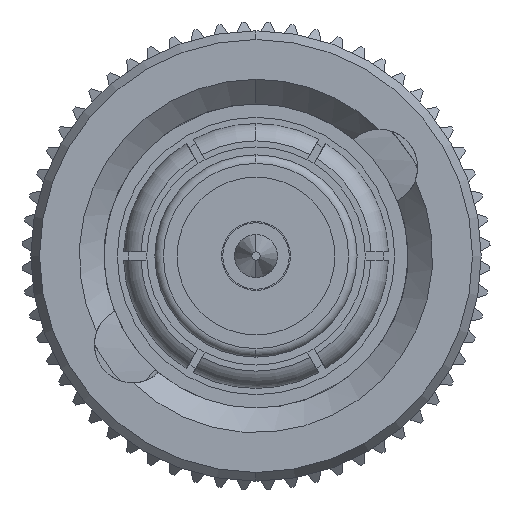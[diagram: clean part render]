
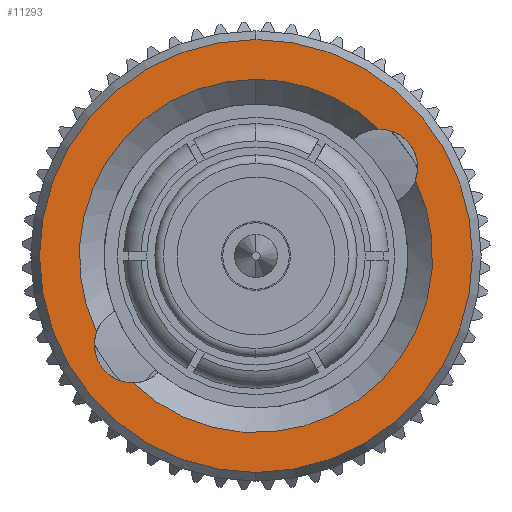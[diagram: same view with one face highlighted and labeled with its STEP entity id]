
A CAD part, left-side view. The second image highlights one B-rep face of the part: STEP entity #11293.
In plain terms, the highlighted planar face has unit normal (-1, 0, 0).
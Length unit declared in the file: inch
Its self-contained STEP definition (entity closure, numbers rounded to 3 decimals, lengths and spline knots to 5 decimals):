
#270 = AXIS2_PLACEMENT_3D ( 'NONE', #7718, #920, #3105 ) ;
#560 = ORIENTED_EDGE ( 'NONE', *, *, #11387, .T. ) ;
#562 = EDGE_CURVE ( 'NONE', #9756, #5839, #8343, .T. ) ;
#751 = PLANE ( 'NONE',  #12186 ) ;
#829 = CIRCLE ( 'NONE', #270, 0.04645 ) ;
#920 = DIRECTION ( 'NONE',  ( 1., 0., 0. ) ) ;
#1266 = CARTESIAN_POINT ( 'NONE',  ( 0.047, 0., 0. ) ) ;
#1479 = VERTEX_POINT ( 'NONE', #3197 ) ;
#1674 = DIRECTION ( 'NONE',  ( 1., 0., 0. ) ) ;
#1768 = CARTESIAN_POINT ( 'NONE',  ( 0.047, 0., 0. ) ) ;
#1772 = AXIS2_PLACEMENT_3D ( 'NONE', #1768, #1674, #9853 ) ;
#1994 = DIRECTION ( 'NONE',  ( 1., 0., 0. ) ) ;
#2198 = CIRCLE ( 'NONE', #12164, 0.21494 ) ;
#2216 = VERTEX_POINT ( 'NONE', #5338 ) ;
#2418 = EDGE_CURVE ( 'NONE', #12468, #9960, #10499, .T. ) ;
#2470 = CIRCLE ( 'NONE', #7667, 0.04645 ) ;
#2490 = ORIENTED_EDGE ( 'NONE', *, *, #9644, .T. ) ;
#2527 = AXIS2_PLACEMENT_3D ( 'NONE', #12672, #9209, #4608 ) ;
#2603 = ORIENTED_EDGE ( 'NONE', *, *, #13930, .T. ) ;
#3025 = EDGE_CURVE ( 'NONE', #9960, #12468, #7397, .T. ) ;
#3105 = DIRECTION ( 'NONE',  ( 0., 0., -1. ) ) ;
#3197 = CARTESIAN_POINT ( 'NONE',  ( 0.047, 0.15021, -0.15434 ) ) ;
#3341 = DIRECTION ( 'NONE',  ( 1., 0., 0. ) ) ;
#3402 = FACE_BOUND ( 'NONE', #9268, .T. ) ;
#4285 = CIRCLE ( 'NONE', #1772, 0.21494 ) ;
#4526 = AXIS2_PLACEMENT_3D ( 'NONE', #1266, #5757, #14989 ) ;
#4608 = DIRECTION ( 'NONE',  ( 0., 0., 1. ) ) ;
#5064 = DIRECTION ( 'NONE',  ( 1., 0., 0. ) ) ;
#5153 = DIRECTION ( 'NONE',  ( 0., 0., -1. ) ) ;
#5338 = CARTESIAN_POINT ( 'NONE',  ( 0.047, -0.14961, 0.15433 ) ) ;
#5528 = CARTESIAN_POINT ( 'NONE',  ( 0.047, -0.15021, 0.10789 ) ) ;
#5557 = CARTESIAN_POINT ( 'NONE',  ( 0.047, 0., -0.26339 ) ) ;
#5571 = ORIENTED_EDGE ( 'NONE', *, *, #2418, .F. ) ;
#5757 = DIRECTION ( 'NONE',  ( 1., 0., 0. ) ) ;
#5839 = VERTEX_POINT ( 'NONE', #12650 ) ;
#5861 = ORIENTED_EDGE ( 'NONE', *, *, #3025, .F. ) ;
#6164 = DIRECTION ( 'NONE',  ( 1., 0., 0. ) ) ;
#6373 = CARTESIAN_POINT ( 'NONE',  ( 0.047, 0.19403, -0.09247 ) ) ;
#6737 = DIRECTION ( 'NONE',  ( 0., 0., -1. ) ) ;
#6827 = EDGE_CURVE ( 'NONE', #8303, #1479, #829, .T. ) ;
#7328 = DIRECTION ( 'NONE',  ( 0., 0., 1. ) ) ;
#7397 = CIRCLE ( 'NONE', #4526, 0.26339 ) ;
#7424 = CARTESIAN_POINT ( 'NONE',  ( 0.047, 0.14961, -0.15433 ) ) ;
#7667 = AXIS2_PLACEMENT_3D ( 'NONE', #11921, #6164, #5153 ) ;
#7718 = CARTESIAN_POINT ( 'NONE',  ( 0.047, 0.15021, -0.10789 ) ) ;
#7809 = VERTEX_POINT ( 'NONE', #14405 ) ;
#7983 = DIRECTION ( 'NONE',  ( 1., 0., 0. ) ) ;
#8303 = VERTEX_POINT ( 'NONE', #7424 ) ;
#8343 = CIRCLE ( 'NONE', #2527, 0.21494 ) ;
#8830 = CIRCLE ( 'NONE', #10170, 0.04645 ) ;
#9199 = CARTESIAN_POINT ( 'NONE',  ( 0.047, 0., 0. ) ) ;
#9209 = DIRECTION ( 'NONE',  ( 1., 0., 0. ) ) ;
#9218 = EDGE_LOOP ( 'NONE', ( #5861, #5571 ) ) ;
#9268 = EDGE_LOOP ( 'NONE', ( #13527, #2490, #560, #2603, #10669, #10910 ) ) ;
#9644 = EDGE_CURVE ( 'NONE', #5839, #2216, #2198, .T. ) ;
#9756 = VERTEX_POINT ( 'NONE', #6373 ) ;
#9853 = DIRECTION ( 'NONE',  ( 0., 0., 1. ) ) ;
#9960 = VERTEX_POINT ( 'NONE', #5557 ) ;
#10039 = DIRECTION ( 'NONE',  ( 0., 0., -1. ) ) ;
#10170 = AXIS2_PLACEMENT_3D ( 'NONE', #5528, #7983, #6737 ) ;
#10499 = CIRCLE ( 'NONE', #14270, 0.26339 ) ;
#10669 = ORIENTED_EDGE ( 'NONE', *, *, #6827, .T. ) ;
#10671 = FACE_OUTER_BOUND ( 'NONE', #9218, .T. ) ;
#10910 = ORIENTED_EDGE ( 'NONE', *, *, #13832, .T. ) ;
#11210 = CARTESIAN_POINT ( 'NONE',  ( 0.047, 0., -0.26339 ) ) ;
#11293 = ADVANCED_FACE ( 'NONE', ( #10671, #3402 ), #751, .F. ) ;
#11387 = EDGE_CURVE ( 'NONE', #2216, #7809, #8830, .T. ) ;
#11921 = CARTESIAN_POINT ( 'NONE',  ( 0.047, 0.15021, -0.10789 ) ) ;
#11986 = CARTESIAN_POINT ( 'NONE',  ( 0.047, 0., 0. ) ) ;
#12164 = AXIS2_PLACEMENT_3D ( 'NONE', #11986, #5064, #7328 ) ;
#12186 = AXIS2_PLACEMENT_3D ( 'NONE', #11210, #1994, #10039 ) ;
#12468 = VERTEX_POINT ( 'NONE', #14525 ) ;
#12650 = CARTESIAN_POINT ( 'NONE',  ( 0.047, 0., 0.21494 ) ) ;
#12664 = DIRECTION ( 'NONE',  ( 0., 0., -1. ) ) ;
#12672 = CARTESIAN_POINT ( 'NONE',  ( 0.047, 0., 0. ) ) ;
#13527 = ORIENTED_EDGE ( 'NONE', *, *, #562, .T. ) ;
#13832 = EDGE_CURVE ( 'NONE', #1479, #9756, #2470, .T. ) ;
#13930 = EDGE_CURVE ( 'NONE', #7809, #8303, #4285, .T. ) ;
#14270 = AXIS2_PLACEMENT_3D ( 'NONE', #9199, #3341, #12664 ) ;
#14405 = CARTESIAN_POINT ( 'NONE',  ( 0.047, -0.19403, 0.09247 ) ) ;
#14525 = CARTESIAN_POINT ( 'NONE',  ( 0.047, 0., 0.26339 ) ) ;
#14989 = DIRECTION ( 'NONE',  ( 0., 0., -1. ) ) ;
